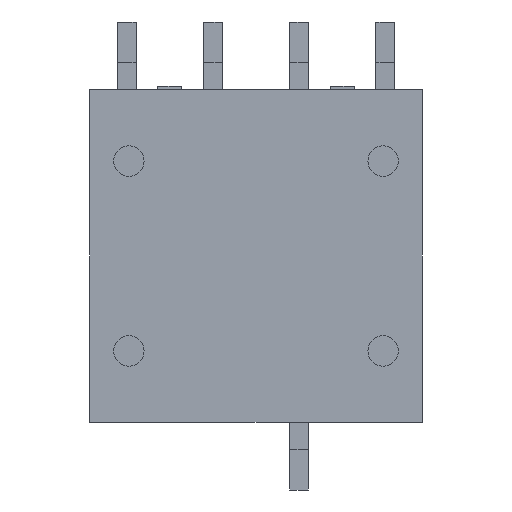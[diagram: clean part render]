
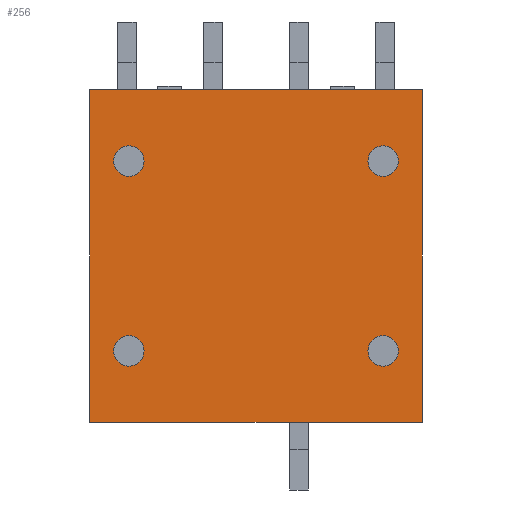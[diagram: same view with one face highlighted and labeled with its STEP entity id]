
A CAD part, front view. The second image highlights one B-rep face of the part: STEP entity #256.
In plain terms, the highlighted planar face has unit normal (0, -1, 0).
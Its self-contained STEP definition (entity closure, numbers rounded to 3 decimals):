
#19 = VERTEX_POINT ( 'NONE', #434 ) ;
#27 = EDGE_CURVE ( 'NONE', #2346, #65, #469, .T. ) ;
#38 = ORIENTED_EDGE ( 'NONE', *, *, #2130, .F. ) ;
#65 = VERTEX_POINT ( 'NONE', #570 ) ;
#89 = EDGE_CURVE ( 'NONE', #2404, #2145, #617, .T. ) ;
#90 = EDGE_LOOP ( 'NONE', ( #2386, #1773 ) ) ;
#107 = ORIENTED_EDGE ( 'NONE', *, *, #27, .F. ) ;
#132 = EDGE_CURVE ( 'NONE', #19, #2278, #726, .T. ) ;
#200 = VERTEX_POINT ( 'NONE', #1034 ) ;
#234 = EDGE_CURVE ( 'NONE', #2145, #2404, #1238, .T. ) ;
#249 = VERTEX_POINT ( 'NONE', #1343 ) ;
#256 = ADVANCED_FACE ( 'NONE', ( #1380, #1381, #1382, #1383, #1384 ), #1385, .F. ) ;
#309 = VERTEX_POINT ( 'NONE', #1746 ) ;
#434 = CARTESIAN_POINT ( 'NONE',  ( -4.9, 0.6, -4.9 ) ) ;
#439 = CIRCLE ( 'NONE', #440, 0.45 ) ;
#440 = AXIS2_PLACEMENT_3D ( 'NONE', #441, #442, #443 ) ;
#441 = CARTESIAN_POINT ( 'NONE',  ( -3.75, 0.6, 2.8 ) ) ;
#442 = DIRECTION ( 'NONE',  ( 0., -1., 0. ) ) ;
#443 = DIRECTION ( 'NONE',  ( 0., 0., 1. ) ) ;
#469 = CIRCLE ( 'NONE', #470, 0.45 ) ;
#470 = AXIS2_PLACEMENT_3D ( 'NONE', #471, #472, #473 ) ;
#471 = CARTESIAN_POINT ( 'NONE',  ( 3.75, 0.6, -2.8 ) ) ;
#472 = DIRECTION ( 'NONE',  ( 0., -1., 0. ) ) ;
#473 = DIRECTION ( 'NONE',  ( 0., 0., 1. ) ) ;
#535 = ORIENTED_EDGE ( 'NONE', *, *, #2326, .F. ) ;
#570 = CARTESIAN_POINT ( 'NONE',  ( 3.75, 0.6, -2.35 ) ) ;
#575 = CIRCLE ( 'NONE', #576, 0.45 ) ;
#576 = AXIS2_PLACEMENT_3D ( 'NONE', #577, #578, #579 ) ;
#577 = CARTESIAN_POINT ( 'NONE',  ( -3.75, 0.6, 2.8 ) ) ;
#578 = DIRECTION ( 'NONE',  ( 0., -1., 0. ) ) ;
#579 = DIRECTION ( 'NONE',  ( 0., 0., 1. ) ) ;
#617 = CIRCLE ( 'NONE', #618, 0.45 ) ;
#618 = AXIS2_PLACEMENT_3D ( 'NONE', #619, #622, #623 ) ;
#619 = CARTESIAN_POINT ( 'NONE',  ( 3.75, 0.6, 2.8 ) ) ;
#622 = DIRECTION ( 'NONE',  ( 0., -1., 0. ) ) ;
#623 = DIRECTION ( 'NONE',  ( 0., 0., 1. ) ) ;
#651 = CARTESIAN_POINT ( 'NONE',  ( 4.9, 0.6, -4.9 ) ) ;
#671 = CARTESIAN_POINT ( 'NONE',  ( 3.75, 0.6, 3.25 ) ) ;
#726 = LINE ( 'NONE', #727, #728 ) ;
#727 = CARTESIAN_POINT ( 'NONE',  ( -4.9, 0.6, -4.9 ) ) ;
#728 = VECTOR ( 'NONE', #729, 1000. ) ;
#729 = DIRECTION ( 'NONE',  ( 0., 0., 1. ) ) ;
#848 = VERTEX_POINT ( 'NONE', #1000 ) ;
#886 = CIRCLE ( 'NONE', #887, 0.45 ) ;
#887 = AXIS2_PLACEMENT_3D ( 'NONE', #888, #889, #890 ) ;
#888 = CARTESIAN_POINT ( 'NONE',  ( 3.75, 0.6, -2.8 ) ) ;
#889 = DIRECTION ( 'NONE',  ( 0., -1., 0. ) ) ;
#890 = DIRECTION ( 'NONE',  ( 0., 0., 1. ) ) ;
#965 = CIRCLE ( 'NONE', #966, 0.45 ) ;
#966 = AXIS2_PLACEMENT_3D ( 'NONE', #967, #968, #969 ) ;
#967 = CARTESIAN_POINT ( 'NONE',  ( -3.75, 0.6, -2.8 ) ) ;
#968 = DIRECTION ( 'NONE',  ( 0., -1., 0. ) ) ;
#969 = DIRECTION ( 'NONE',  ( 0., 0., 1. ) ) ;
#1000 = CARTESIAN_POINT ( 'NONE',  ( -3.75, 0.6, 2.35 ) ) ;
#1034 = CARTESIAN_POINT ( 'NONE',  ( -3.75, 0.6, 3.25 ) ) ;
#1102 = CARTESIAN_POINT ( 'NONE',  ( 3.75, 0.6, 2.35 ) ) ;
#1116 = LINE ( 'NONE', #1117, #1118 ) ;
#1117 = CARTESIAN_POINT ( 'NONE',  ( -4.9, 0.6, 4.9 ) ) ;
#1118 = VECTOR ( 'NONE', #1119, 1000. ) ;
#1119 = DIRECTION ( 'NONE',  ( 1., 0., 0. ) ) ;
#1236 = ORIENTED_EDGE ( 'NONE', *, *, #2389, .F. ) ;
#1237 = VERTEX_POINT ( 'NONE', #1261 ) ;
#1238 = CIRCLE ( 'NONE', #1239, 0.45 ) ;
#1239 = AXIS2_PLACEMENT_3D ( 'NONE', #1240, #1241, #1242 ) ;
#1240 = CARTESIAN_POINT ( 'NONE',  ( 3.75, 0.6, 2.8 ) ) ;
#1241 = DIRECTION ( 'NONE',  ( 0., -1., 0. ) ) ;
#1242 = DIRECTION ( 'NONE',  ( 0., 0., 1. ) ) ;
#1261 = CARTESIAN_POINT ( 'NONE',  ( -3.75, 0.6, -2.35 ) ) ;
#1320 = ORIENTED_EDGE ( 'NONE', *, *, #2380, .F. ) ;
#1343 = CARTESIAN_POINT ( 'NONE',  ( 4.9, 0.6, 4.9 ) ) ;
#1380 = FACE_BOUND ( 'NONE', #2284, .T. ) ;
#1381 = FACE_BOUND ( 'NONE', #90, .T. ) ;
#1382 = FACE_OUTER_BOUND ( 'NONE', #2472, .T. ) ;
#1383 = FACE_BOUND ( 'NONE', #1776, .T. ) ;
#1384 = FACE_BOUND ( 'NONE', #2460, .T. ) ;
#1385 = PLANE ( 'NONE',  #1386 ) ;
#1386 = AXIS2_PLACEMENT_3D ( 'NONE', #1387, #1388, #1389 ) ;
#1387 = CARTESIAN_POINT ( 'NONE',  ( -4.9, 0.6, 4.9 ) ) ;
#1388 = DIRECTION ( 'NONE',  ( 0., 1., 0. ) ) ;
#1389 = DIRECTION ( 'NONE',  ( 0., 0., 1. ) ) ;
#1592 = CIRCLE ( 'NONE', #1593, 0.45 ) ;
#1593 = AXIS2_PLACEMENT_3D ( 'NONE', #1594, #1595, #1596 ) ;
#1594 = CARTESIAN_POINT ( 'NONE',  ( -3.75, 0.6, -2.8 ) ) ;
#1595 = DIRECTION ( 'NONE',  ( 0., -1., 0. ) ) ;
#1596 = DIRECTION ( 'NONE',  ( 0., 0., 1. ) ) ;
#1607 = CARTESIAN_POINT ( 'NONE',  ( -4.9, 0.6, 4.9 ) ) ;
#1746 = CARTESIAN_POINT ( 'NONE',  ( -3.75, 0.6, -3.25 ) ) ;
#1773 = ORIENTED_EDGE ( 'NONE', *, *, #89, .F. ) ;
#1776 = EDGE_LOOP ( 'NONE', ( #2463, #38 ) ) ;
#1824 = LINE ( 'NONE', #1825, #1826 ) ;
#1825 = CARTESIAN_POINT ( 'NONE',  ( 4.9, 0.6, -4.9 ) ) ;
#1826 = VECTOR ( 'NONE', #1827, 1000. ) ;
#1827 = DIRECTION ( 'NONE',  ( 0., 0., -1. ) ) ;
#1837 = LINE ( 'NONE', #1838, #1839 ) ;
#1838 = CARTESIAN_POINT ( 'NONE',  ( -4.9, 0.6, -4.9 ) ) ;
#1839 = VECTOR ( 'NONE', #1840, 1000. ) ;
#1840 = DIRECTION ( 'NONE',  ( -1., 0., 0. ) ) ;
#1906 = ORIENTED_EDGE ( 'NONE', *, *, #2221, .F. ) ;
#1924 = CARTESIAN_POINT ( 'NONE',  ( 3.75, 0.6, -3.25 ) ) ;
#2078 = EDGE_CURVE ( 'NONE', #200, #848, #439, .T. ) ;
#2130 = EDGE_CURVE ( 'NONE', #848, #200, #575, .T. ) ;
#2142 = VERTEX_POINT ( 'NONE', #651 ) ;
#2145 = VERTEX_POINT ( 'NONE', #671 ) ;
#2150 = ORIENTED_EDGE ( 'NONE', *, *, #2329, .F. ) ;
#2180 = ORIENTED_EDGE ( 'NONE', *, *, #132, .F. ) ;
#2221 = EDGE_CURVE ( 'NONE', #2278, #249, #1116, .T. ) ;
#2276 = EDGE_CURVE ( 'NONE', #1237, #309, #1592, .T. ) ;
#2278 = VERTEX_POINT ( 'NONE', #1607 ) ;
#2284 = EDGE_LOOP ( 'NONE', ( #2338, #1236 ) ) ;
#2326 = EDGE_CURVE ( 'NONE', #249, #2142, #1824, .T. ) ;
#2329 = EDGE_CURVE ( 'NONE', #2142, #19, #1837, .T. ) ;
#2338 = ORIENTED_EDGE ( 'NONE', *, *, #2276, .F. ) ;
#2346 = VERTEX_POINT ( 'NONE', #1924 ) ;
#2380 = EDGE_CURVE ( 'NONE', #65, #2346, #886, .T. ) ;
#2386 = ORIENTED_EDGE ( 'NONE', *, *, #234, .F. ) ;
#2389 = EDGE_CURVE ( 'NONE', #309, #1237, #965, .T. ) ;
#2404 = VERTEX_POINT ( 'NONE', #1102 ) ;
#2460 = EDGE_LOOP ( 'NONE', ( #1320, #107 ) ) ;
#2463 = ORIENTED_EDGE ( 'NONE', *, *, #2078, .F. ) ;
#2472 = EDGE_LOOP ( 'NONE', ( #2180, #2150, #535, #1906 ) ) ;
